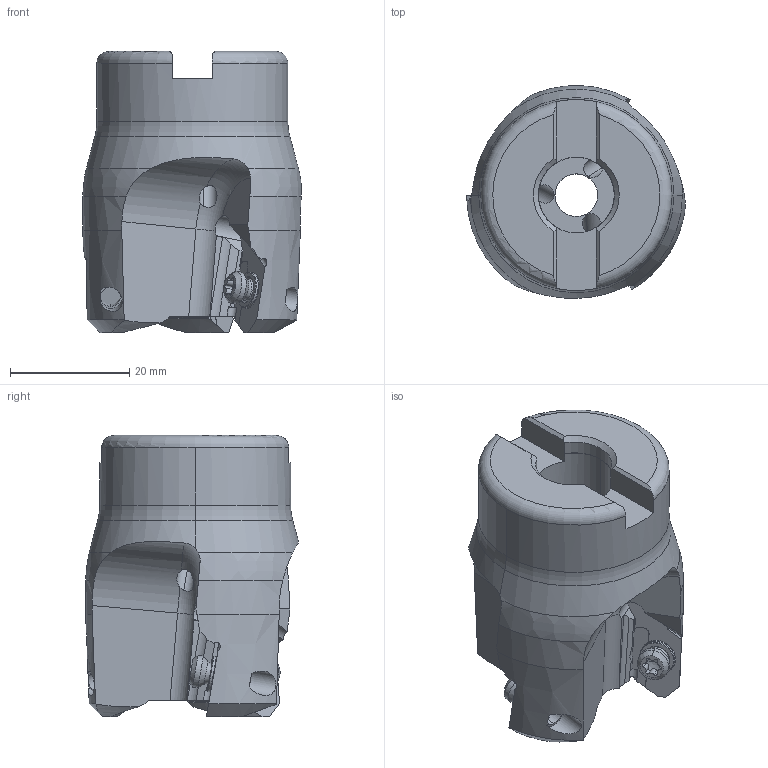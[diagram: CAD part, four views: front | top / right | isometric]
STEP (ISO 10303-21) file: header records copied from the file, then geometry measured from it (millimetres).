
FILE_DESCRIPTION(/* description */ (''),/* implementation_level */ '2;1');
FILE_NAME(/* name */ 'BXD4000R1503B.stp',/* time_stamp */ '2021-09-08T11:40:24+09:00',/* author */ (''),/* organization */ (''),/* preprocessor_version */ 'ST-DEVELOPER v16',/* originating_system */ 'SIEMENS PLM Software NX 10.0',/* authorisation */ '');
FILE_SCHEMA (('AUTOMOTIVE_DESIGN { 1 0 10303 214 3 1 1 1 }'));
Length unit declared in the file: millimetre
Products named in the file (1): BXD4000R1503B_ASM
Bounding box: 36.63 x 35.67 x 47.1 mm (x, y, z)
Volume: 26220.3 mm3; surface area: 9271.4 mm2
Topology: 4 solids, 4 shells, 307 faces, 963 edges, 662 vertices
Faces by surface type: cylinder 129, plane 92, cone 57, torus 20, sphere 6, bspline 3
Entity records: 13297 total; most frequent: CARTESIAN_POINT 4681, ORIENTED_EDGE 1914, DIRECTION 1710, EDGE_CURVE 957, AXIS2_PLACEMENT_3D 702, VERTEX_POINT 656, CIRCLE 354, EDGE_LOOP 319
